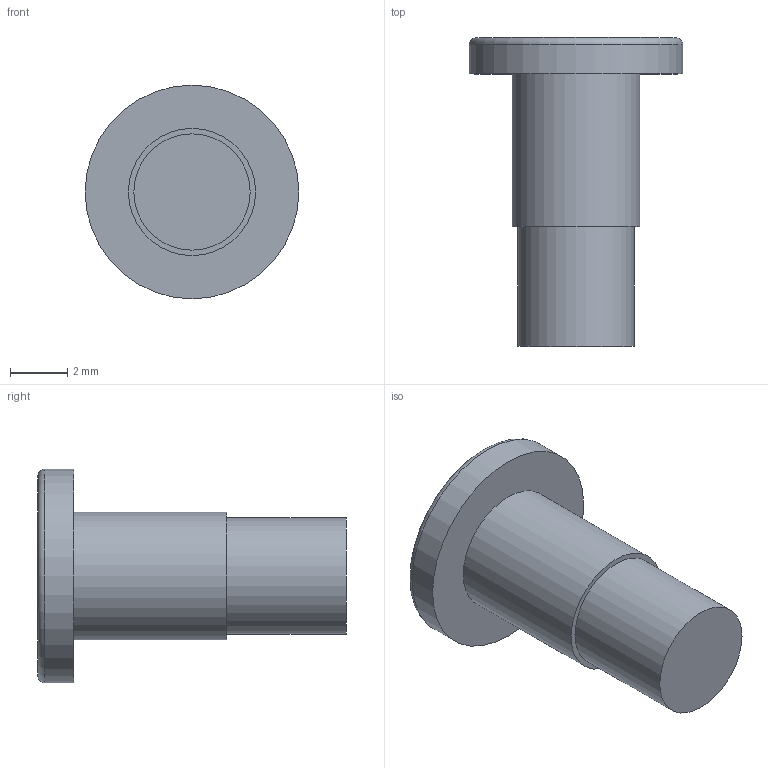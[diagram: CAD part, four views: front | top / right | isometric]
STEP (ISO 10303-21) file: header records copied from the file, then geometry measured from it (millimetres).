
FILE_DESCRIPTION(/* description */ (''),/* implementation_level */ '2;1');
FILE_NAME(/* name */ 'Shoulder Screw (8-32).ipt.step',/* time_stamp */ '2020-04-16T23:19:06-04:00',/* author */ ('Jordan'),/* organization */ (''),/* preprocessor_version */ 'ST-DEVELOPER v17',/* originating_system */ 'Autodesk Inventor 2019',/* authorisation */ '');
FILE_SCHEMA (('AUTOMOTIVE_DESIGN { 1 0 10303 214 3 1 1 }'));
Length unit declared in the file: inch
Products named in the file (1): Shoulder Screw (8-32)
Bounding box: 7.47 x 10.79 x 7.47 mm (x, y, z)
Volume: 180 mm3; surface area: 263.8 mm2
Topology: 1 solids, 1 shells, 15 faces, 36 edges, 26 vertices
Faces by surface type: plane 11, cylinder 3, torus 1
Full cylindrical faces by diameter (mm): 4.064 x1, 4.445 x1, 7.468 x1
Entity records: 523 total; most frequent: DIRECTION 83, CARTESIAN_POINT 78, ORIENTED_EDGE 72, EDGE_CURVE 36, AXIS2_PLACEMENT_3D 31, VERTEX_POINT 26, LINE 21, VECTOR 21
